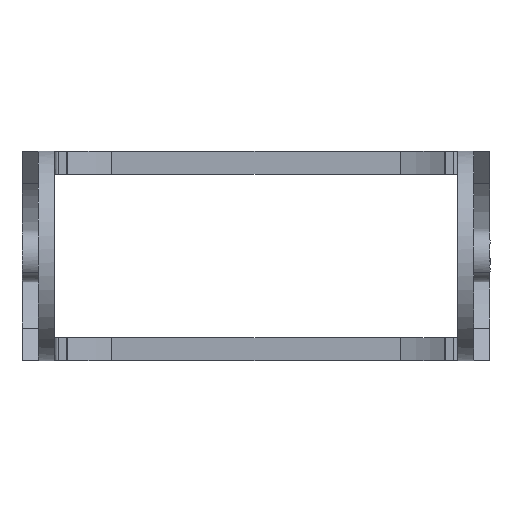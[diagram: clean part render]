
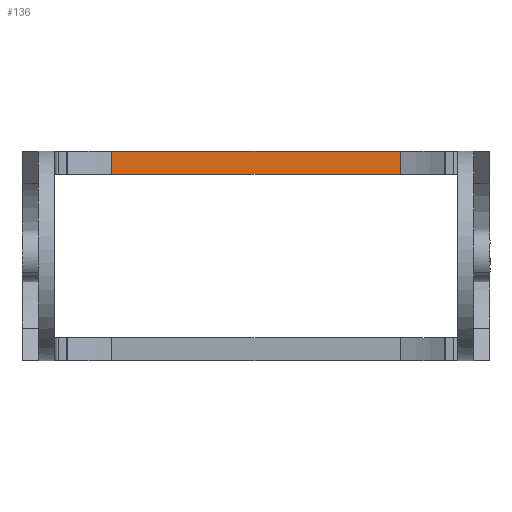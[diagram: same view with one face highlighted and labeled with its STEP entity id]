
A CAD part, left-side view. The second image highlights one B-rep face of the part: STEP entity #136.
In plain terms, the highlighted free-form (B-spline) face has degree [1, 1] with [2, 2] control points.
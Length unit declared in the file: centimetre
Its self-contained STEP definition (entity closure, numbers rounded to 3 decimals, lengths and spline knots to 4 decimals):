
#136=ADVANCED_FACE('',(#286),#5140,.T.);
#286=FACE_OUTER_BOUND('',#450,.T.);
#450=EDGE_LOOP('',(#958,#959,#960,#961));
#958=ORIENTED_EDGE('',*,*,#4297,.T.);
#959=ORIENTED_EDGE('',*,*,#4298,.T.);
#960=ORIENTED_EDGE('',*,*,#4299,.T.);
#961=ORIENTED_EDGE('',*,*,#4300,.T.);
#1742=PCURVE('',#5140,#2526);
#1743=PCURVE('',#5140,#2527);
#1744=PCURVE('',#5140,#2528);
#1745=PCURVE('',#5140,#2529);
#1797=PCURVE('',#5209,#2581);
#1813=PCURVE('',#5213,#2597);
#1835=PCURVE('',#5144,#2619);
#1873=PCURVE('',#5145,#2657);
#2526=DEFINITIONAL_REPRESENTATION('',(#4647),#9165);
#2527=DEFINITIONAL_REPRESENTATION('',(#3354),#9165);
#2528=DEFINITIONAL_REPRESENTATION('',(#3356),#9165);
#2529=DEFINITIONAL_REPRESENTATION('',(#3358),#9165);
#2581=DEFINITIONAL_REPRESENTATION('',(#3412),#9165);
#2597=DEFINITIONAL_REPRESENTATION('',(#3428),#9165);
#2619=DEFINITIONAL_REPRESENTATION('',(#3448),#9165);
#2657=DEFINITIONAL_REPRESENTATION('',(#3462),#9165);
#3353=B_SPLINE_CURVE_WITH_KNOTS('',1,(#7690,#7691),.UNSPECIFIED.,.F.,.F.,
(2,2),(1.3238,6.114),.UNSPECIFIED.);
#3354=B_SPLINE_CURVE_WITH_KNOTS('',1,(#7692,#7693),.UNSPECIFIED.,.F.,.F.,
(2,2),(1.3238,6.114),.UNSPECIFIED.);
#3355=B_SPLINE_CURVE_WITH_KNOTS('',1,(#7694,#7695),.UNSPECIFIED.,.F.,.F.,
(2,2),(0.,0.72),.UNSPECIFIED.);
#3356=B_SPLINE_CURVE_WITH_KNOTS('',1,(#7696,#7697),.UNSPECIFIED.,.F.,.F.,
(2,2),(0.,0.72),.UNSPECIFIED.);
#3357=B_SPLINE_CURVE_WITH_KNOTS('',1,(#7698,#7699),.UNSPECIFIED.,.F.,.F.,
(2,2),(1.3238,6.114),.UNSPECIFIED.);
#3358=B_SPLINE_CURVE_WITH_KNOTS('',1,(#7700,#7701),.UNSPECIFIED.,.F.,.F.,
(2,2),(1.3238,6.114),.UNSPECIFIED.);
#3412=B_SPLINE_CURVE_WITH_KNOTS('',3,(#7908,#7909,#7910,#7911),
 .UNSPECIFIED.,.F.,.F.,(4,4),(0.,0.72),.UNSPECIFIED.);
#3428=B_SPLINE_CURVE_WITH_KNOTS('',1,(#7974,#7975),.UNSPECIFIED.,.F.,.F.,
(2,2),(0.,0.72),.UNSPECIFIED.);
#3448=B_SPLINE_CURVE_WITH_KNOTS('',1,(#8076,#8077),.UNSPECIFIED.,.F.,.F.,
(2,2),(1.3238,6.114),.UNSPECIFIED.);
#3462=B_SPLINE_CURVE_WITH_KNOTS('',1,(#8194,#8195),.UNSPECIFIED.,.F.,.F.,
(2,2),(1.3238,6.114),.UNSPECIFIED.);
#3905=SURFACE_CURVE('',#4646,(#1742,#1813),.PCURVE_S1.);
#3906=SURFACE_CURVE('',#3353,(#1743,#1835),.PCURVE_S1.);
#3907=SURFACE_CURVE('',#3355,(#1744,#1797),.PCURVE_S1.);
#3908=SURFACE_CURVE('',#3357,(#1745,#1873),.PCURVE_S1.);
#4297=EDGE_CURVE('',#5014,#5015,#3905,.T.);
#4298=EDGE_CURVE('',#5015,#5004,#3906,.T.);
#4299=EDGE_CURVE('',#5004,#5005,#3907,.T.);
#4300=EDGE_CURVE('',#5005,#5014,#3908,.T.);
#4646=(
BOUNDED_CURVE()
B_SPLINE_CURVE(1,(#7686,#7687),.UNSPECIFIED.,.F.,.F.)
B_SPLINE_CURVE_WITH_KNOTS((2,2),(0.,0.72),.UNSPECIFIED.)
CURVE()
GEOMETRIC_REPRESENTATION_ITEM()
RATIONAL_B_SPLINE_CURVE((1.,1.))
REPRESENTATION_ITEM('')
);
#4647=(
BOUNDED_CURVE()
B_SPLINE_CURVE(1,(#7688,#7689),.UNSPECIFIED.,.F.,.F.)
B_SPLINE_CURVE_WITH_KNOTS((2,2),(0.,0.72),.UNSPECIFIED.)
CURVE()
GEOMETRIC_REPRESENTATION_ITEM()
RATIONAL_B_SPLINE_CURVE((1.,1.))
REPRESENTATION_ITEM('')
);
#5004=VERTEX_POINT('',#7438);
#5005=VERTEX_POINT('',#7439);
#5014=VERTEX_POINT('',#7448);
#5015=VERTEX_POINT('',#7449);
#5140=B_SPLINE_SURFACE_WITH_KNOTS('',1,1,((#7258,#7259),(#7260,#7261)),
 .UNSPECIFIED.,.F.,.F.,.F.,(2,2),(2,2),(-0.36,0.36),(-3.2195,
5.7195),.UNSPECIFIED.);
#5144=B_SPLINE_SURFACE_WITH_KNOTS('',1,1,((#7370,#7371),(#7372,#7373)),
 .UNSPECIFIED.,.F.,.F.,.F.,(2,2),(2,2),(-1.6445,1.6445),
(-4.9989,7.4989),.UNSPECIFIED.);
#5145=B_SPLINE_SURFACE_WITH_KNOTS('',1,1,((#7374,#7375),(#7376,#7377)),
 .UNSPECIFIED.,.F.,.F.,.F.,(2,2),(2,2),(-1.6445,1.6445),
(-4.9989,7.4989),.UNSPECIFIED.);
#5209=(
BOUNDED_SURFACE()
B_SPLINE_SURFACE(2,1,((#7332,#7333),(#7334,#7335),(#7336,#7337)),
 .UNSPECIFIED.,.F.,.F.,.F.)
B_SPLINE_SURFACE_WITH_KNOTS((3,3),(2,2),(5.1605,6.6379),
(0.,0.72),.UNSPECIFIED.)
GEOMETRIC_REPRESENTATION_ITEM()
RATIONAL_B_SPLINE_SURFACE(((1.,1.),(0.986,0.986),
(1.,1.)))
REPRESENTATION_ITEM('')
SURFACE()
);
#5213=(
BOUNDED_SURFACE()
B_SPLINE_SURFACE(2,1,((#7356,#7357),(#7358,#7359),(#7360,#7361)),
 .UNSPECIFIED.,.F.,.F.,.F.)
B_SPLINE_SURFACE_WITH_KNOTS((3,3),(2,2),(-6.6379,-5.1605),
(0.,0.72),.UNSPECIFIED.)
GEOMETRIC_REPRESENTATION_ITEM()
RATIONAL_B_SPLINE_SURFACE(((1.,1.),(0.986,0.986),
(1.,1.)))
REPRESENTATION_ITEM('')
SURFACE()
);
#7258=CARTESIAN_POINT('',(-1.105,-4.4695,2.53));
#7259=CARTESIAN_POINT('',(-1.105,4.4695,2.53));
#7260=CARTESIAN_POINT('',(-1.105,-4.4695,3.25));
#7261=CARTESIAN_POINT('',(-1.105,4.4695,3.25));
#7332=CARTESIAN_POINT('',(-1.6375,-5.8391,3.25));
#7333=CARTESIAN_POINT('',(-1.6375,-5.8391,2.53));
#7334=CARTESIAN_POINT('',(-1.2564,-5.1982,3.25));
#7335=CARTESIAN_POINT('',(-1.2564,-5.1982,2.53));
#7336=CARTESIAN_POINT('',(-1.1047,-4.4682,3.25));
#7337=CARTESIAN_POINT('',(-1.1047,-4.4682,2.53));
#7356=CARTESIAN_POINT('',(-1.1047,4.4682,3.25));
#7357=CARTESIAN_POINT('',(-1.1047,4.4682,2.53));
#7358=CARTESIAN_POINT('',(-1.2564,5.1982,3.25));
#7359=CARTESIAN_POINT('',(-1.2564,5.1982,2.53));
#7360=CARTESIAN_POINT('',(-1.6375,5.8391,3.25));
#7361=CARTESIAN_POINT('',(-1.6375,5.8391,2.53));
#7370=CARTESIAN_POINT('',(1.6445,-6.2489,2.53));
#7371=CARTESIAN_POINT('',(1.6445,6.2489,2.53));
#7372=CARTESIAN_POINT('',(-1.6445,-6.2489,2.53));
#7373=CARTESIAN_POINT('',(-1.6445,6.2489,2.53));
#7374=CARTESIAN_POINT('',(-1.6445,-6.2489,3.25));
#7375=CARTESIAN_POINT('',(-1.6445,6.2489,3.25));
#7376=CARTESIAN_POINT('',(1.6445,-6.2489,3.25));
#7377=CARTESIAN_POINT('',(1.6445,6.2489,3.25));
#7438=CARTESIAN_POINT('',(-1.105,-4.4695,2.53));
#7439=CARTESIAN_POINT('',(-1.105,-4.4695,3.25));
#7448=CARTESIAN_POINT('',(-1.105,4.4695,3.25));
#7449=CARTESIAN_POINT('',(-1.105,4.4695,2.53));
#7686=CARTESIAN_POINT('',(-1.105,4.4695,3.25));
#7687=CARTESIAN_POINT('',(-1.105,4.4695,2.53));
#7688=CARTESIAN_POINT('',(0.36,5.72));
#7689=CARTESIAN_POINT('',(-0.36,5.72));
#7690=CARTESIAN_POINT('',(-1.105,4.4695,2.53));
#7691=CARTESIAN_POINT('',(-1.105,-4.4695,2.53));
#7692=CARTESIAN_POINT('',(-0.36,5.72));
#7693=CARTESIAN_POINT('',(-0.36,-3.22));
#7694=CARTESIAN_POINT('',(-1.105,-4.4695,2.53));
#7695=CARTESIAN_POINT('',(-1.105,-4.4695,3.25));
#7696=CARTESIAN_POINT('',(-0.36,-3.22));
#7697=CARTESIAN_POINT('',(0.36,-3.22));
#7698=CARTESIAN_POINT('',(-1.105,-4.4695,3.25));
#7699=CARTESIAN_POINT('',(-1.105,4.4695,3.25));
#7700=CARTESIAN_POINT('',(0.36,-3.22));
#7701=CARTESIAN_POINT('',(0.36,5.72));
#7908=CARTESIAN_POINT('',(6.637,0.72));
#7909=CARTESIAN_POINT('',(6.637,0.48));
#7910=CARTESIAN_POINT('',(6.637,0.24));
#7911=CARTESIAN_POINT('',(6.637,0.));
#7974=CARTESIAN_POINT('',(-6.637,0.));
#7975=CARTESIAN_POINT('',(-6.637,0.72));
#8076=CARTESIAN_POINT('',(1.105,5.72));
#8077=CARTESIAN_POINT('',(1.105,-3.22));
#8194=CARTESIAN_POINT('',(-1.105,-3.22));
#8195=CARTESIAN_POINT('',(-1.105,5.72));
#9165=(
GEOMETRIC_REPRESENTATION_CONTEXT(2)
PARAMETRIC_REPRESENTATION_CONTEXT()
REPRESENTATION_CONTEXT('pspace','')
);
